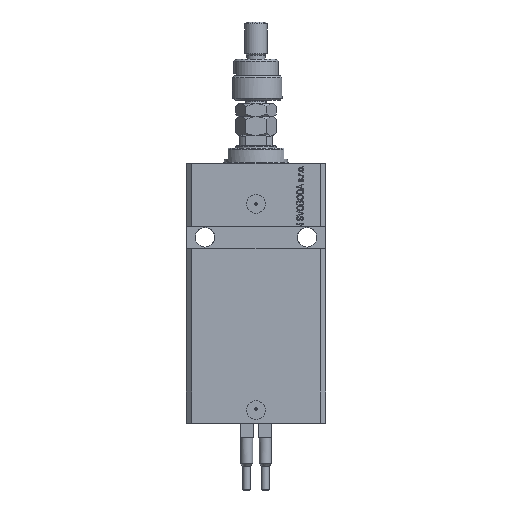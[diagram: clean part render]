
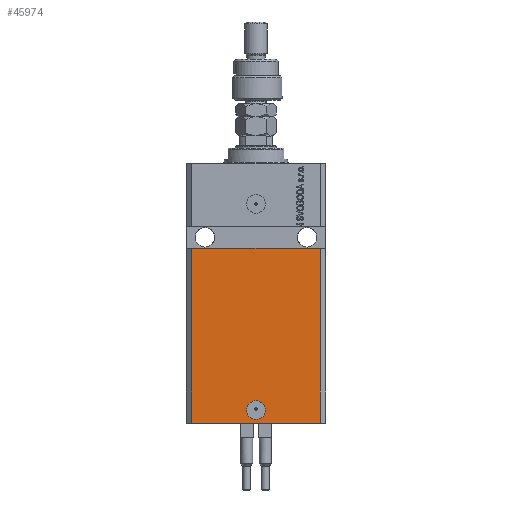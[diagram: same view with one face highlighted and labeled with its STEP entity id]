
A CAD part, front view. The second image highlights one B-rep face of the part: STEP entity #45974.
In plain terms, the highlighted planar face has unit normal (0, -1, 0).
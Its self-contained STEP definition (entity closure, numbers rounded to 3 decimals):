
#442 = LINE ( 'NONE', #688, #7615 ) ;
#688 = CARTESIAN_POINT ( 'NONE',  ( 34.5, -27.5, -140. ) ) ;
#1148 = LINE ( 'NONE', #35863, #5837 ) ;
#3077 = ORIENTED_EDGE ( 'NONE', *, *, #42595, .F. ) ;
#3773 = CARTESIAN_POINT ( 'NONE',  ( 5., -27.5, -133. ) ) ;
#4019 = AXIS2_PLACEMENT_3D ( 'NONE', #42480, #15174, #30732 ) ;
#4741 = DIRECTION ( 'NONE',  ( 0., -1., 0. ) ) ;
#4991 = DIRECTION ( 'NONE',  ( 0., 0., -1. ) ) ;
#5837 = VECTOR ( 'NONE', #9325, 1000. ) ;
#5872 = AXIS2_PLACEMENT_3D ( 'NONE', #17234, #4741, #4991 ) ;
#7373 = VERTEX_POINT ( 'NONE', #46124 ) ;
#7615 = VECTOR ( 'NONE', #19340, 1000. ) ;
#8360 = CIRCLE ( 'NONE', #32774, 5. ) ;
#9325 = DIRECTION ( 'NONE',  ( 1., 0., 0. ) ) ;
#10089 = CARTESIAN_POINT ( 'NONE',  ( -34.5, -27.5, -140. ) ) ;
#11710 = ORIENTED_EDGE ( 'NONE', *, *, #45992, .T. ) ;
#11993 = ORIENTED_EDGE ( 'NONE', *, *, #47093, .F. ) ;
#13064 = VERTEX_POINT ( 'NONE', #38526 ) ;
#15174 = DIRECTION ( 'NONE',  ( 0., -1., 0. ) ) ;
#16626 = ORIENTED_EDGE ( 'NONE', *, *, #37859, .F. ) ;
#16738 = FACE_OUTER_BOUND ( 'NONE', #19834, .T. ) ;
#17234 = CARTESIAN_POINT ( 'NONE',  ( -34.5, -27.5, -140. ) ) ;
#19340 = DIRECTION ( 'NONE',  ( 0., 0., 1. ) ) ;
#19834 = EDGE_LOOP ( 'NONE', ( #3077, #32798, #11710, #32081 ) ) ;
#20063 = FACE_BOUND ( 'NONE', #41525, .T. ) ;
#20160 = LINE ( 'NONE', #43630, #49027 ) ;
#20317 = CIRCLE ( 'NONE', #4019, 5. ) ;
#21340 = VERTEX_POINT ( 'NONE', #31805 ) ;
#24234 = DIRECTION ( 'NONE',  ( 1., 0., 0. ) ) ;
#25644 = DIRECTION ( 'NONE',  ( 0., 0., 1. ) ) ;
#26981 = CARTESIAN_POINT ( 'NONE',  ( 34.5, -27.5, -46. ) ) ;
#30267 = DIRECTION ( 'NONE',  ( 1., 0., 0. ) ) ;
#30484 = VERTEX_POINT ( 'NONE', #3773 ) ;
#30732 = DIRECTION ( 'NONE',  ( 1., 0., 0. ) ) ;
#31805 = CARTESIAN_POINT ( 'NONE',  ( -5., -27.5, -133. ) ) ;
#32081 = ORIENTED_EDGE ( 'NONE', *, *, #50072, .T. ) ;
#32655 = VERTEX_POINT ( 'NONE', #26981 ) ;
#32774 = AXIS2_PLACEMENT_3D ( 'NONE', #50189, #49687, #30267 ) ;
#32798 = ORIENTED_EDGE ( 'NONE', *, *, #35738, .F. ) ;
#35738 = EDGE_CURVE ( 'NONE', #13064, #7373, #49633, .T. ) ;
#35863 = CARTESIAN_POINT ( 'NONE',  ( -34.5, -27.5, -140. ) ) ;
#37859 = EDGE_CURVE ( 'NONE', #21340, #30484, #20317, .T. ) ;
#38526 = CARTESIAN_POINT ( 'NONE',  ( -34.5, -27.5, -140. ) ) ;
#39949 = PLANE ( 'NONE',  #5872 ) ;
#41499 = VECTOR ( 'NONE', #25644, 1000. ) ;
#41525 = EDGE_LOOP ( 'NONE', ( #11993, #16626 ) ) ;
#42480 = CARTESIAN_POINT ( 'NONE',  ( 0., -27.5, -133. ) ) ;
#42595 = EDGE_CURVE ( 'NONE', #7373, #32655, #20160, .T. ) ;
#43630 = CARTESIAN_POINT ( 'NONE',  ( -37.5, -27.5, -46. ) ) ;
#45974 = ADVANCED_FACE ( 'NONE', ( #20063, #16738 ), #39949, .T. ) ;
#45992 = EDGE_CURVE ( 'NONE', #13064, #47308, #1148, .T. ) ;
#46124 = CARTESIAN_POINT ( 'NONE',  ( -34.5, -27.5, -46. ) ) ;
#47093 = EDGE_CURVE ( 'NONE', #30484, #21340, #8360, .T. ) ;
#47308 = VERTEX_POINT ( 'NONE', #48825 ) ;
#48825 = CARTESIAN_POINT ( 'NONE',  ( 34.5, -27.5, -140. ) ) ;
#49027 = VECTOR ( 'NONE', #24234, 1000. ) ;
#49633 = LINE ( 'NONE', #10089, #41499 ) ;
#49687 = DIRECTION ( 'NONE',  ( 0., -1., 0. ) ) ;
#50072 = EDGE_CURVE ( 'NONE', #47308, #32655, #442, .T. ) ;
#50189 = CARTESIAN_POINT ( 'NONE',  ( 0., -27.5, -133. ) ) ;
